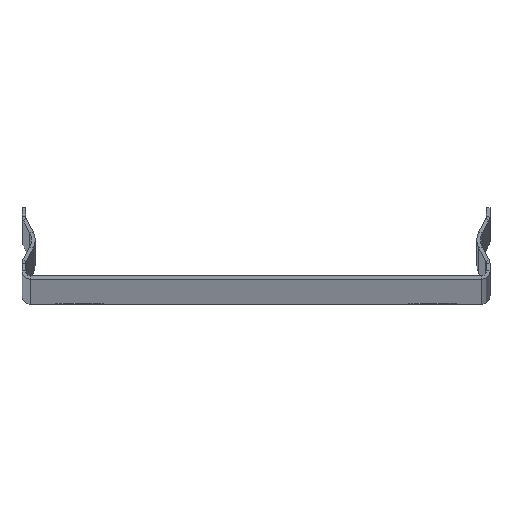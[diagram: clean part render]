
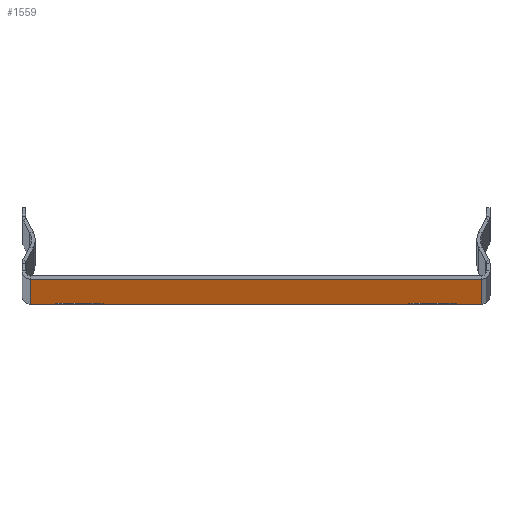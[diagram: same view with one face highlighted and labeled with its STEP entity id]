
A CAD part, top view. The second image highlights one B-rep face of the part: STEP entity #1559.
In plain terms, the highlighted planar face has unit normal (0, -1, 0).
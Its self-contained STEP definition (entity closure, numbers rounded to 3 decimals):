
#48 = VERTEX_POINT ( 'NONE', #970 ) ;
#125 = ORIENTED_EDGE ( 'NONE', *, *, #1766, .F. ) ;
#202 = AXIS2_PLACEMENT_3D ( 'NONE', #1209, #311, #204 ) ;
#204 = DIRECTION ( 'NONE',  ( 0., 0., -1. ) ) ;
#270 = VERTEX_POINT ( 'NONE', #573 ) ;
#284 = EDGE_LOOP ( 'NONE', ( #1517, #1154, #1714, #1115 ) ) ;
#288 = VECTOR ( 'NONE', #577, 1000. ) ;
#292 = AXIS2_PLACEMENT_3D ( 'NONE', #1249, #357, #1694 ) ;
#311 = DIRECTION ( 'NONE',  ( 0., -1., 0. ) ) ;
#317 = DIRECTION ( 'NONE',  ( 0., -1., 0. ) ) ;
#346 = VERTEX_POINT ( 'NONE', #1164 ) ;
#357 = DIRECTION ( 'NONE',  ( 0., -1., 0. ) ) ;
#370 = DIRECTION ( 'NONE',  ( 0., -1., 0. ) ) ;
#381 = EDGE_LOOP ( 'NONE', ( #125, #1553 ) ) ;
#389 = VERTEX_POINT ( 'NONE', #1770 ) ;
#432 = CARTESIAN_POINT ( 'NONE',  ( 47.25, -0.75, 3000. ) ) ;
#555 = PLANE ( 'NONE',  #1516 ) ;
#568 = VECTOR ( 'NONE', #1230, 1000. ) ;
#573 = CARTESIAN_POINT ( 'NONE',  ( -47.25, -0.75, 0. ) ) ;
#577 = DIRECTION ( 'NONE',  ( 0., 0., -1. ) ) ;
#609 = AXIS2_PLACEMENT_3D ( 'NONE', #919, #317, #1495 ) ;
#621 = AXIS2_PLACEMENT_3D ( 'NONE', #677, #370, #1302 ) ;
#635 = CIRCLE ( 'NONE', #621, 5. ) ;
#648 = FACE_OUTER_BOUND ( 'NONE', #284, .T. ) ;
#677 = CARTESIAN_POINT ( 'NONE',  ( -37., -0.75, 100. ) ) ;
#702 = VECTOR ( 'NONE', #1021, 1000. ) ;
#762 = EDGE_CURVE ( 'NONE', #389, #48, #1434, .T. ) ;
#807 = VERTEX_POINT ( 'NONE', #1053 ) ;
#827 = EDGE_LOOP ( 'NONE', ( #1672, #1909 ) ) ;
#830 = CIRCLE ( 'NONE', #292, 5. ) ;
#919 = CARTESIAN_POINT ( 'NONE',  ( -37., -0.75, 100. ) ) ;
#970 = CARTESIAN_POINT ( 'NONE',  ( 47.25, -0.75, 0. ) ) ;
#995 = EDGE_CURVE ( 'NONE', #1628, #346, #830, .T. ) ;
#1012 = FACE_BOUND ( 'NONE', #827, .T. ) ;
#1017 = VERTEX_POINT ( 'NONE', #1675 ) ;
#1021 = DIRECTION ( 'NONE',  ( 0., 0., -1. ) ) ;
#1053 = CARTESIAN_POINT ( 'NONE',  ( -37., -0.75, 95. ) ) ;
#1077 = CARTESIAN_POINT ( 'NONE',  ( -48.25, -0.75, 0. ) ) ;
#1080 = CARTESIAN_POINT ( 'NONE',  ( -48.25, -0.75, 3000. ) ) ;
#1115 = ORIENTED_EDGE ( 'NONE', *, *, #1615, .T. ) ;
#1154 = ORIENTED_EDGE ( 'NONE', *, *, #762, .F. ) ;
#1164 = CARTESIAN_POINT ( 'NONE',  ( 37., -0.75, 95. ) ) ;
#1188 = EDGE_CURVE ( 'NONE', #1017, #389, #1362, .T. ) ;
#1209 = CARTESIAN_POINT ( 'NONE',  ( 37., -0.75, 100. ) ) ;
#1216 = EDGE_CURVE ( 'NONE', #270, #48, #1530, .T. ) ;
#1230 = DIRECTION ( 'NONE',  ( 1., 0., 0. ) ) ;
#1235 = CIRCLE ( 'NONE', #609, 5. ) ;
#1249 = CARTESIAN_POINT ( 'NONE',  ( 37., -0.75, 100. ) ) ;
#1302 = DIRECTION ( 'NONE',  ( 0., 0., -1. ) ) ;
#1309 = VECTOR ( 'NONE', #1373, 1000. ) ;
#1342 = CARTESIAN_POINT ( 'NONE',  ( 37., -0.75, 105. ) ) ;
#1351 = VERTEX_POINT ( 'NONE', #1548 ) ;
#1362 = LINE ( 'NONE', #1080, #568 ) ;
#1373 = DIRECTION ( 'NONE',  ( 1., 0., 0. ) ) ;
#1393 = FACE_BOUND ( 'NONE', #381, .T. ) ;
#1424 = CIRCLE ( 'NONE', #202, 5. ) ;
#1427 = EDGE_CURVE ( 'NONE', #1351, #807, #635, .T. ) ;
#1434 = LINE ( 'NONE', #432, #288 ) ;
#1495 = DIRECTION ( 'NONE',  ( 0., 0., -1. ) ) ;
#1516 = AXIS2_PLACEMENT_3D ( 'NONE', #1741, #1858, #1566 ) ;
#1517 = ORIENTED_EDGE ( 'NONE', *, *, #1216, .T. ) ;
#1530 = LINE ( 'NONE', #1077, #1309 ) ;
#1548 = CARTESIAN_POINT ( 'NONE',  ( -37., -0.75, 105. ) ) ;
#1551 = LINE ( 'NONE', #1895, #702 ) ;
#1553 = ORIENTED_EDGE ( 'NONE', *, *, #1427, .F. ) ;
#1559 = ADVANCED_FACE ( 'NONE', ( #1012, #1393, #648 ), #555, .F. ) ;
#1566 = DIRECTION ( 'NONE',  ( 0., 0., 1. ) ) ;
#1615 = EDGE_CURVE ( 'NONE', #1017, #270, #1551, .T. ) ;
#1628 = VERTEX_POINT ( 'NONE', #1342 ) ;
#1672 = ORIENTED_EDGE ( 'NONE', *, *, #1861, .F. ) ;
#1675 = CARTESIAN_POINT ( 'NONE',  ( -47.25, -0.75, 3000. ) ) ;
#1694 = DIRECTION ( 'NONE',  ( 0., 0., -1. ) ) ;
#1714 = ORIENTED_EDGE ( 'NONE', *, *, #1188, .F. ) ;
#1741 = CARTESIAN_POINT ( 'NONE',  ( -48.25, -0.75, 3000. ) ) ;
#1766 = EDGE_CURVE ( 'NONE', #807, #1351, #1235, .T. ) ;
#1770 = CARTESIAN_POINT ( 'NONE',  ( 47.25, -0.75, 3000. ) ) ;
#1858 = DIRECTION ( 'NONE',  ( 0., 1., 0. ) ) ;
#1861 = EDGE_CURVE ( 'NONE', #346, #1628, #1424, .T. ) ;
#1895 = CARTESIAN_POINT ( 'NONE',  ( -47.25, -0.75, 3000. ) ) ;
#1909 = ORIENTED_EDGE ( 'NONE', *, *, #995, .F. ) ;
